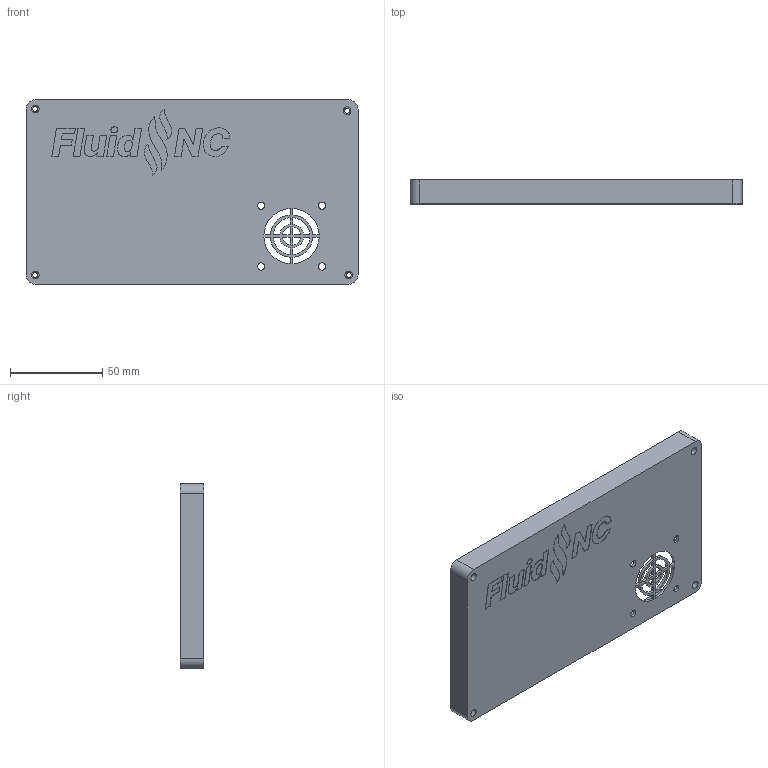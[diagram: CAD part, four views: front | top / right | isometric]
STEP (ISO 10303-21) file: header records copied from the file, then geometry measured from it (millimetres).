
FILE_DESCRIPTION(('FreeCAD Model'),'2;1');
FILE_NAME('Open CASCADE Shape Model','2025-07-03T10:41:02',(''),(''), 'Open CASCADE STEP processor 7.8','FreeCAD','Unknown');
FILE_SCHEMA(('AUTOMOTIVE_DESIGN { 1 0 10303 214 1 1 1 1 }'));
Length unit declared in the file: millimetre
Products named in the file (1): BodyCaseCover
Bounding box: 180 x 13 x 100 mm (x, y, z)
Volume: 43464 mm3; surface area: 55197.9 mm2
Topology: 1 solids, 1 shells, 312 faces, 879 edges, 594 vertices
Faces by surface type: extrusion 133, plane 131, cylinder 48
Full cylindrical faces by diameter (mm): 2.7 x4, 3.9 x4, 4.2 x4
Entity records: 10522 total; most frequent: CARTESIAN_POINT 2699, ORIENTED_EDGE 1758, DIRECTION 1222, EDGE_CURVE 879, VECTOR 622, VERTEX_POINT 594, LINE 489, B_SPLINE_CURVE_WITH_KNOTS 403
